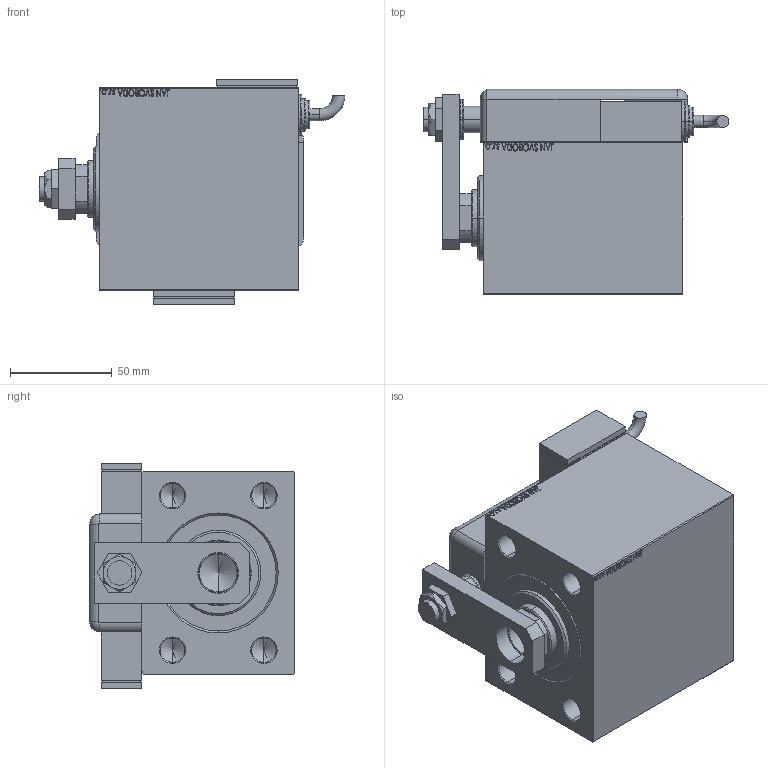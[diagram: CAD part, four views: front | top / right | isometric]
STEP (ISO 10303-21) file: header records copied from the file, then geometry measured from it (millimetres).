
FILE_DESCRIPTION (( 'STEP AP203' ), '1' );
FILE_NAME ('6de6.STEP', '2024-02-12T05:20:43', ( '' ), ( '' ), 'SwSTEP 2.0', 'SolidWorks 2019', '' );
FILE_SCHEMA (( 'CONFIG_CONTROL_DESIGN' ));
Length unit declared in the file: millimetre
Products named in the file (13): 6de6; V450CM_B_Body 0e2bf1799999e62a574dca069ce2d4f0; MAGNETIC SWITCH Q 0e2bf1799999e62a574dca069ce2d4f0; NUT_D19 0e2bf1799999e62a574dca069ce2d4f0; SWITCH Q 0e2bf1799999e62a574dca069ce2d4f0; NUT_D13 0e2bf1799999e62a574dca069ce2d4f0; V450CM_VC_B 0e2bf1799999e62a574dca069ce2d4f0; TYC 0e2bf1799999e62a574dca069ce2d4f0; KRYT 0e2bf1799999e62a574dca069ce2d4f0; SWITCH DIM A_G 0e2bf1799999e62a574dca069ce2d4f0; SWITCH_Q_FRONT_BACK 0e2bf1799999e62a574dca069ce2d4f0; ZARAZKA_Q 0e2bf1799999e62a574dca069ce2d4f0; V450CM_B_VCP 0e2bf1799999e62a574dca069ce2d4f0
Assembly tree (13 placements, depth 3):
  6de6
    V450CM_B_Body 0e2bf1799999e62a574dca069ce2d4f0
    V450CM_B_VCP 0e2bf1799999e62a574dca069ce2d4f0
    V450CM_VC_B 0e2bf1799999e62a574dca069ce2d4f0
    MAGNETIC SWITCH Q 0e2bf1799999e62a574dca069ce2d4f0
      SWITCH_Q_FRONT_BACK 0e2bf1799999e62a574dca069ce2d4f0
      TYC 0e2bf1799999e62a574dca069ce2d4f0
      ZARAZKA_Q 0e2bf1799999e62a574dca069ce2d4f0
      SWITCH DIM A_G 0e2bf1799999e62a574dca069ce2d4f0
      NUT_D19 0e2bf1799999e62a574dca069ce2d4f0
      NUT_D13 0e2bf1799999e62a574dca069ce2d4f0
      KRYT 0e2bf1799999e62a574dca069ce2d4f0
      SWITCH Q 0e2bf1799999e62a574dca069ce2d4f0  x2
Bounding box: 150.46 x 100.8 x 111 mm (x, y, z)
Volume: 821064.6 mm3; surface area: 148913.3 mm2
Topology: 13 solids, 13 shells, 1268 faces, 3214 edges, 2103 vertices
Faces by surface type: plane 608, bspline 471, cylinder 111, cone 54, torus 22, sphere 2
Entity records: 60247 total; most frequent: CARTESIAN_POINT 32283, ORIENTED_EDGE 6200, DIRECTION 3958, EDGE_CURVE 3100, VERTEX_POINT 2043, LINE 1854, VECTOR 1854, EDGE_LOOP 1395
